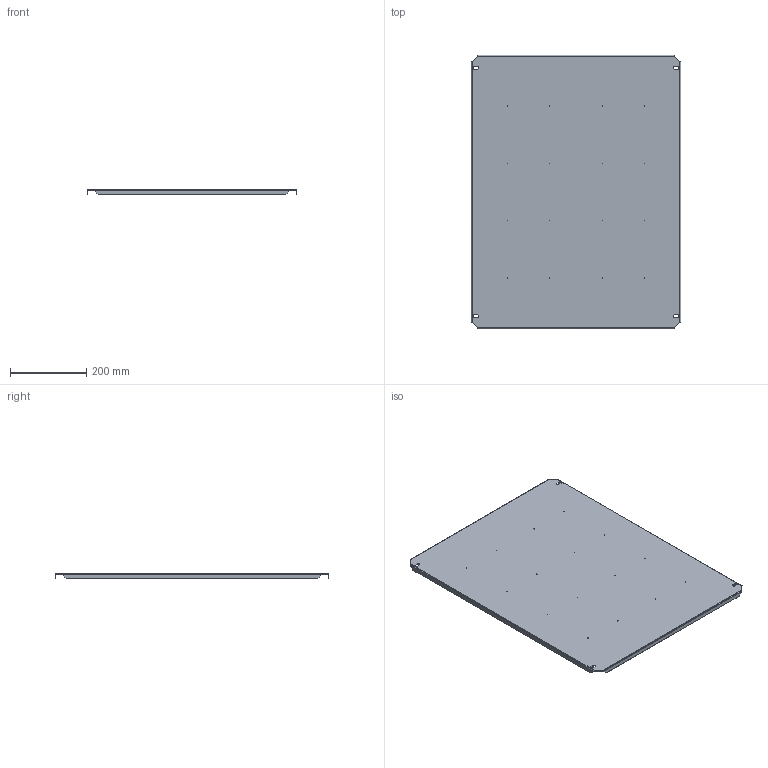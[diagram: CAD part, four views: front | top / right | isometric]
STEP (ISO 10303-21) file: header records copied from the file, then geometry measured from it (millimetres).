
FILE_DESCRIPTION (( 'STEP AP214' ), '1' );
FILE_NAME ('mb65-4m.STEP', '2022-02-06T19:07:12', ( '' ), ( '' ), 'SwSTEP 2.0', 'SolidWorks 2021', '' );
FILE_SCHEMA (( 'AUTOMOTIVE_DESIGN' ));
Length unit declared in the file: millimetre
Products named in the file (1): mb65-4m
Bounding box: 549 x 716.58 x 12.9 mm (x, y, z)
Volume: 625943 mm3; surface area: 838671.9 mm2
Topology: 1 solids, 1 shells, 110 faces, 244 edges, 152 vertices
Faces by surface type: cylinder 52, plane 50, bspline 8
Entity records: 3286 total; most frequent: CARTESIAN_POINT 811, DIRECTION 506, ORIENTED_EDGE 488, EDGE_CURVE 244, AXIS2_PLACEMENT_3D 191, VERTEX_POINT 152, EDGE_LOOP 134, LINE 124
